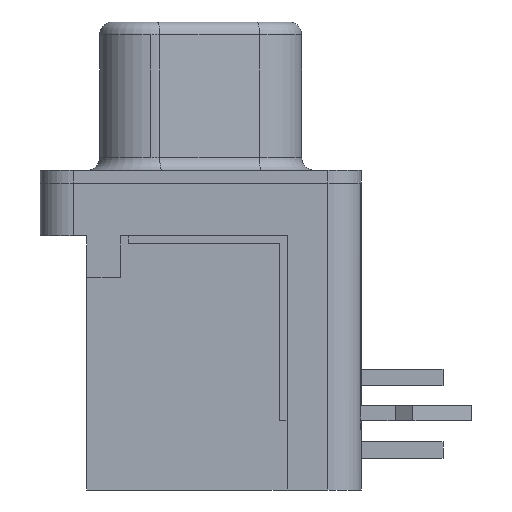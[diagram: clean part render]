
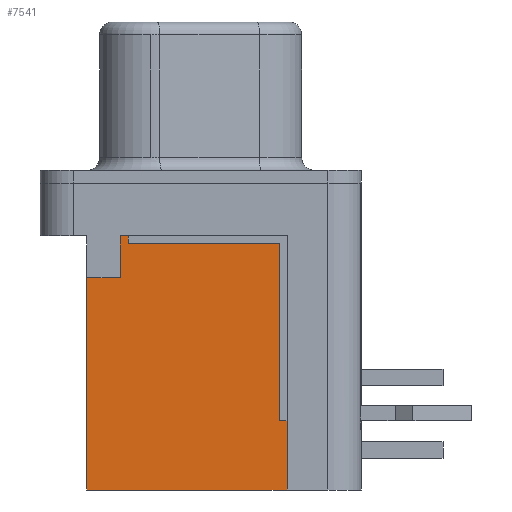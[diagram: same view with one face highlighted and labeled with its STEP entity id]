
A CAD part, left-side view. The second image highlights one B-rep face of the part: STEP entity #7541.
In plain terms, the highlighted planar face has unit normal (-1, 0, 0).
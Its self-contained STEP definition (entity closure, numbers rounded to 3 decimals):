
#54 = DIRECTION ( 'NONE',  ( 0., 0., -1. ) ) ;
#180 = VECTOR ( 'NONE', #5779, 1000. ) ;
#469 = ORIENTED_EDGE ( 'NONE', *, *, #7673, .F. ) ;
#829 = VECTOR ( 'NONE', #4645, 1000. ) ;
#1038 = VECTOR ( 'NONE', #54, 1000. ) ;
#1095 = CARTESIAN_POINT ( 'NONE',  ( -9.6, -3.375, -2.56 ) ) ;
#1217 = LINE ( 'NONE', #4195, #3087 ) ;
#1423 = CARTESIAN_POINT ( 'NONE',  ( -9.6, -0.125, -2.56 ) ) ;
#1497 = ORIENTED_EDGE ( 'NONE', *, *, #2857, .F. ) ;
#1602 = VERTEX_POINT ( 'NONE', #3536 ) ;
#1712 = VERTEX_POINT ( 'NONE', #6669 ) ;
#1999 = LINE ( 'NONE', #4902, #1038 ) ;
#2066 = VERTEX_POINT ( 'NONE', #3933 ) ;
#2075 = VECTOR ( 'NONE', #3863, 1000. ) ;
#2138 = ORIENTED_EDGE ( 'NONE', *, *, #5279, .T. ) ;
#2247 = LINE ( 'NONE', #6953, #180 ) ;
#2301 = CARTESIAN_POINT ( 'NONE',  ( -9.6, 1.439, -8.29 ) ) ;
#2438 = DIRECTION ( 'NONE',  ( 0., 1., 0. ) ) ;
#2440 = LINE ( 'NONE', #1423, #2075 ) ;
#2469 = ORIENTED_EDGE ( 'NONE', *, *, #6230, .T. ) ;
#2806 = FACE_OUTER_BOUND ( 'NONE', #2999, .T. ) ;
#2857 = EDGE_CURVE ( 'NONE', #5080, #2972, #2247, .T. ) ;
#2875 = CARTESIAN_POINT ( 'NONE',  ( -9.6, 1.439, -4.2 ) ) ;
#2972 = VERTEX_POINT ( 'NONE', #7112 ) ;
#2999 = EDGE_LOOP ( 'NONE', ( #2469, #5426, #2138, #7654, #1497, #469 ) ) ;
#3087 = VECTOR ( 'NONE', #2438, 1000. ) ;
#3124 = CARTESIAN_POINT ( 'NONE',  ( -9.6, 3.15, -4.2 ) ) ;
#3495 = DIRECTION ( 'NONE',  ( 0., -1., 0. ) ) ;
#3536 = CARTESIAN_POINT ( 'NONE',  ( -9.6, -3.375, -12.5 ) ) ;
#3863 = DIRECTION ( 'NONE',  ( 0., 1., 0. ) ) ;
#3933 = CARTESIAN_POINT ( 'NONE',  ( -9.6, 3.15, -2.56 ) ) ;
#4015 = DIRECTION ( 'NONE',  ( 0., 0., -1. ) ) ;
#4017 = CARTESIAN_POINT ( 'NONE',  ( -9.6, 4.45, -12.5 ) ) ;
#4195 = CARTESIAN_POINT ( 'NONE',  ( -9.6, -3.4, -12.5 ) ) ;
#4384 = AXIS2_PLACEMENT_3D ( 'NONE', #2301, #5261, #4015 ) ;
#4645 = DIRECTION ( 'NONE',  ( 0., 0., 1. ) ) ;
#4902 = CARTESIAN_POINT ( 'NONE',  ( -9.6, 3.15, -3.38 ) ) ;
#5063 = VECTOR ( 'NONE', #3495, 1000. ) ;
#5080 = VERTEX_POINT ( 'NONE', #4017 ) ;
#5226 = VERTEX_POINT ( 'NONE', #3124 ) ;
#5261 = DIRECTION ( 'NONE',  ( 1., 0., 0. ) ) ;
#5279 = EDGE_CURVE ( 'NONE', #2066, #5226, #1999, .T. ) ;
#5426 = ORIENTED_EDGE ( 'NONE', *, *, #7287, .T. ) ;
#5779 = DIRECTION ( 'NONE',  ( 0., 0., 1. ) ) ;
#5947 = PLANE ( 'NONE',  #4384 ) ;
#6230 = EDGE_CURVE ( 'NONE', #1602, #1712, #6448, .T. ) ;
#6448 = LINE ( 'NONE', #1095, #829 ) ;
#6669 = CARTESIAN_POINT ( 'NONE',  ( -9.6, -3.375, -2.56 ) ) ;
#6847 = LINE ( 'NONE', #2875, #5063 ) ;
#6953 = CARTESIAN_POINT ( 'NONE',  ( -9.6, 4.45, -8.29 ) ) ;
#7112 = CARTESIAN_POINT ( 'NONE',  ( -9.6, 4.45, -4.2 ) ) ;
#7287 = EDGE_CURVE ( 'NONE', #1712, #2066, #2440, .T. ) ;
#7541 = ADVANCED_FACE ( 'NONE', ( #2806 ), #5947, .F. ) ;
#7621 = EDGE_CURVE ( 'NONE', #2972, #5226, #6847, .T. ) ;
#7654 = ORIENTED_EDGE ( 'NONE', *, *, #7621, .F. ) ;
#7673 = EDGE_CURVE ( 'NONE', #1602, #5080, #1217, .T. ) ;
